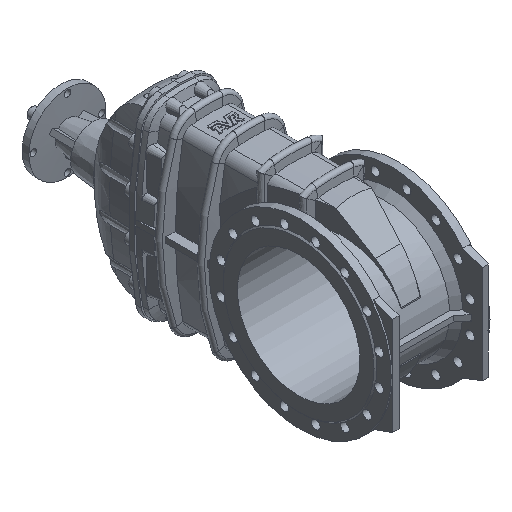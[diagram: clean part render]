
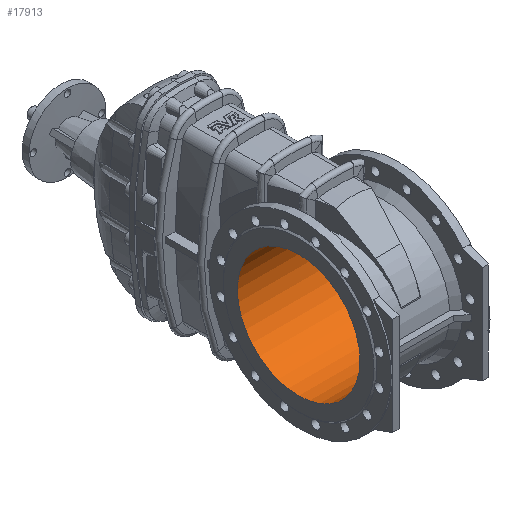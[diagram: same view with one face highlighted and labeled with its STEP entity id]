
A CAD part, isometric view. The second image highlights one B-rep face of the part: STEP entity #17913.
In plain terms, the highlighted cylindrical face has radius 175 mm (diameter 350 mm), a full revolution.
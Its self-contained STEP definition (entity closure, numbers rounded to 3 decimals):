
#519 = CIRCLE ( 'NONE', #3949, 175. ) ;
#811 = VERTEX_POINT ( 'NONE', #11514 ) ;
#859 = VERTEX_POINT ( 'NONE', #11575 ) ;
#2947 = EDGE_CURVE ( 'NONE', #811, #811, #22616, .T. ) ;
#3949 = AXIS2_PLACEMENT_3D ( 'NONE', #17432, #17434, #17436 ) ;
#4186 = AXIS2_PLACEMENT_3D ( 'NONE', #18830, #18826, #18816 ) ;
#5807 = EDGE_LOOP ( 'NONE', ( #22971 ) ) ;
#5817 = EDGE_LOOP ( 'NONE', ( #22879 ) ) ;
#11514 = CARTESIAN_POINT ( 'NONE',  ( -145., 0., 175. ) ) ;
#11575 = CARTESIAN_POINT ( 'NONE',  ( 145., 0., -175. ) ) ;
#17432 = CARTESIAN_POINT ( 'NONE',  ( 145., 0., 0. ) ) ;
#17434 = DIRECTION ( 'NONE',  ( 1., 0., 0. ) ) ;
#17436 = DIRECTION ( 'NONE',  ( 0., 0., -1. ) ) ;
#17913 = ADVANCED_FACE ( 'NONE', ( #20732, #20735 ), #20737, .F. ) ;
#18159 = EDGE_CURVE ( 'NONE', #859, #859, #519, .T. ) ;
#18816 = DIRECTION ( 'NONE',  ( 0., 0., -1. ) ) ;
#18826 = DIRECTION ( 'NONE',  ( 1., 0., 0. ) ) ;
#18830 = CARTESIAN_POINT ( 'NONE',  ( -180., 0., 0. ) ) ;
#19364 = AXIS2_PLACEMENT_3D ( 'NONE', #19608, #19466, #19485 ) ;
#19466 = DIRECTION ( 'NONE',  ( -1., 0., 0. ) ) ;
#19485 = DIRECTION ( 'NONE',  ( 0., 0., 1. ) ) ;
#19608 = CARTESIAN_POINT ( 'NONE',  ( -145., 0., 0. ) ) ;
#20732 = FACE_OUTER_BOUND ( 'NONE', #5817, .T. ) ;
#20735 = FACE_OUTER_BOUND ( 'NONE', #5807, .T. ) ;
#20737 = CYLINDRICAL_SURFACE ( 'NONE', #4186, 175. ) ;
#22616 = CIRCLE ( 'NONE', #19364, 175. ) ;
#22879 = ORIENTED_EDGE ( 'NONE', *, *, #2947, .T. ) ;
#22971 = ORIENTED_EDGE ( 'NONE', *, *, #18159, .T. ) ;
